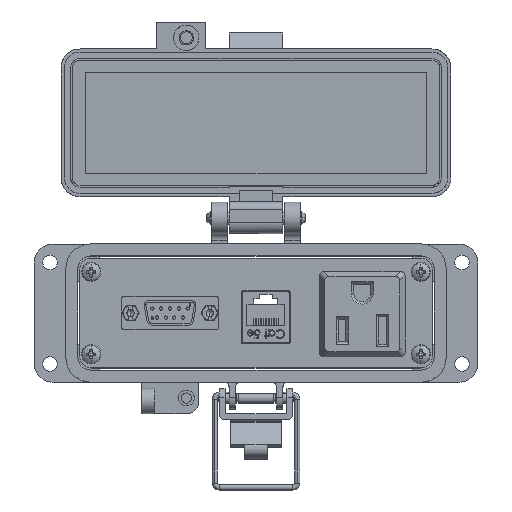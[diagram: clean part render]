
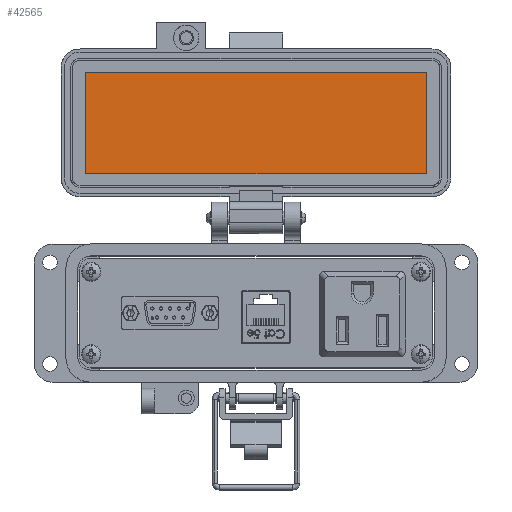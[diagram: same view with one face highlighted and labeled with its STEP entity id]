
A CAD part, top view. The second image highlights one B-rep face of the part: STEP entity #42565.
In plain terms, the highlighted planar face has unit normal (0, 0, 1).
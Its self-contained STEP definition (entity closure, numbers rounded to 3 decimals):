
#3165 = AXIS2_PLACEMENT_3D ( 'NONE', #7549, #66266, #34420 ) ;
#3859 = CARTESIAN_POINT ( 'NONE',  ( -53.75, 51.154, -25.55 ) ) ;
#3946 = DIRECTION ( 'NONE',  ( -1., 0., 0. ) ) ;
#3954 = DIRECTION ( 'NONE',  ( 1., 0., 0. ) ) ;
#4104 = LINE ( 'NONE', #67575, #68055 ) ;
#4855 = CARTESIAN_POINT ( 'NONE',  ( -53.75, 83.154, -25.55 ) ) ;
#5783 = VERTEX_POINT ( 'NONE', #63317 ) ;
#6678 = ORIENTED_EDGE ( 'NONE', *, *, #62139, .F. ) ;
#7549 = CARTESIAN_POINT ( 'NONE',  ( -8.5, 67.154, -25.55 ) ) ;
#13360 = DIRECTION ( 'NONE',  ( 0., 1., 0. ) ) ;
#16469 = FACE_OUTER_BOUND ( 'NONE', #34536, .T. ) ;
#17883 = LINE ( 'NONE', #35688, #31908 ) ;
#18820 = VERTEX_POINT ( 'NONE', #4855 ) ;
#23038 = LINE ( 'NONE', #39700, #49533 ) ;
#27083 = EDGE_CURVE ( 'NONE', #66226, #5783, #32575, .T. ) ;
#29118 = PLANE ( 'NONE',  #3165 ) ;
#29836 = CARTESIAN_POINT ( 'NONE',  ( 53.75, 67.154, -25.55 ) ) ;
#30534 = CARTESIAN_POINT ( 'NONE',  ( 53.75, 83.154, -25.55 ) ) ;
#31653 = EDGE_CURVE ( 'NONE', #37268, #18820, #23038, .T. ) ;
#31908 = VECTOR ( 'NONE', #3946, 1000. ) ;
#32575 = LINE ( 'NONE', #29836, #43407 ) ;
#34420 = DIRECTION ( 'NONE',  ( 0., -1., 0. ) ) ;
#34536 = EDGE_LOOP ( 'NONE', ( #6678, #55877, #55804, #66377 ) ) ;
#35688 = CARTESIAN_POINT ( 'NONE',  ( 42., 51.154, -25.55 ) ) ;
#37268 = VERTEX_POINT ( 'NONE', #3859 ) ;
#39700 = CARTESIAN_POINT ( 'NONE',  ( -53.75, 67.154, -25.55 ) ) ;
#42565 = ADVANCED_FACE ( 'NONE', ( #16469 ), #29118, .T. ) ;
#43407 = VECTOR ( 'NONE', #66994, 1000. ) ;
#49533 = VECTOR ( 'NONE', #13360, 1000. ) ;
#55804 = ORIENTED_EDGE ( 'NONE', *, *, #65632, .F. ) ;
#55877 = ORIENTED_EDGE ( 'NONE', *, *, #31653, .F. ) ;
#62139 = EDGE_CURVE ( 'NONE', #18820, #66226, #4104, .T. ) ;
#63317 = CARTESIAN_POINT ( 'NONE',  ( 53.75, 51.154, -25.55 ) ) ;
#65632 = EDGE_CURVE ( 'NONE', #5783, #37268, #17883, .T. ) ;
#66226 = VERTEX_POINT ( 'NONE', #30534 ) ;
#66266 = DIRECTION ( 'NONE',  ( 0., 0., 1. ) ) ;
#66377 = ORIENTED_EDGE ( 'NONE', *, *, #27083, .F. ) ;
#66994 = DIRECTION ( 'NONE',  ( 0., -1., 0. ) ) ;
#67575 = CARTESIAN_POINT ( 'NONE',  ( -8.5, 83.154, -25.55 ) ) ;
#68055 = VECTOR ( 'NONE', #3954, 1000. ) ;
